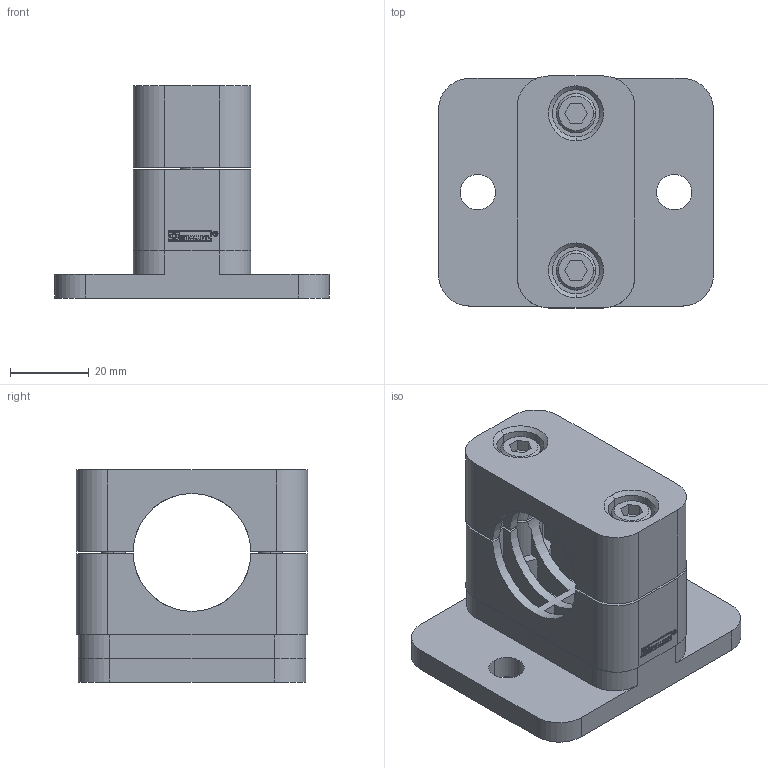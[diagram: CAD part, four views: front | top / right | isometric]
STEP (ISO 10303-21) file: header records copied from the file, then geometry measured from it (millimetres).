
FILE_DESCRIPTION(('Creo Elements/Direct Modeling STEP Export'),'2;1');
FILE_NAME('96.1021_Achsenaufnahmeeinheit_Ø30.stp','2022-12-12T14:09:25',(''),(''),'PTC Creo Elements/Direct Modeling STEP processor for AP214 (Solid Model)','PTC Creo Elements/Direct Modeling 19.0C 15-Aug-2015 (C) Parametric Technology GmbH','');
FILE_SCHEMA(('AUTOMOTIVE_DESIGN { 1 0 10303 214 1 1 1 1 }'));
Length unit declared in the file: millimetre
Products named in the file (5): H_PX183668_1_Teil-1; Rohrschelle_GR4-Ø30-Alu_96.1014_PX183669; Zwischenlasche_GR4_96.1006_PX183670; Zylinderschraube-DIN912_M6x45-8.8-verz_11417_PX183671.1; Achsenaufnahmeeinheit_Ø30_96.1021_PX183672
Assembly tree (6 placements, depth 3):
  Achsenaufnahmeeinheit_Ø30_96.1021_PX183672
    Zylinderschraube-DIN912_M6x45-8.8-verz_11417_PX183671.1  x2
    Zwischenlasche_GR4_96.1006_PX183670
    Rohrschelle_GR4-Ø30-Alu_96.1014_PX183669
      H_PX183668_1_Teil-1  x2
Bounding box: 70 x 59 x 54 mm (x, y, z)
Volume: 64904.1 mm3; surface area: 38548.5 mm2
Topology: 5 solids, 5 shells, 628 faces, 1688 edges, 1116 vertices
Faces by surface type: plane 404, cylinder 200, cone 24
Entity records: 10619 total; most frequent: CARTESIAN_POINT 1982, ORIENTED_EDGE 1776, DIRECTION 1710, EDGE_CURVE 888, VECTOR 638, LINE 638, VERTEX_POINT 586, AXIS2_PLACEMENT_3D 536
